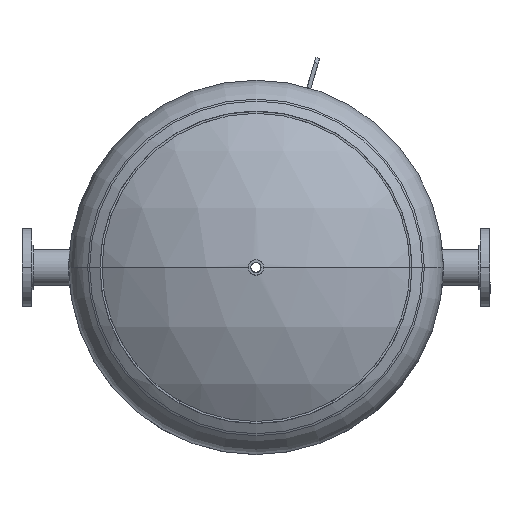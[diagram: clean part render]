
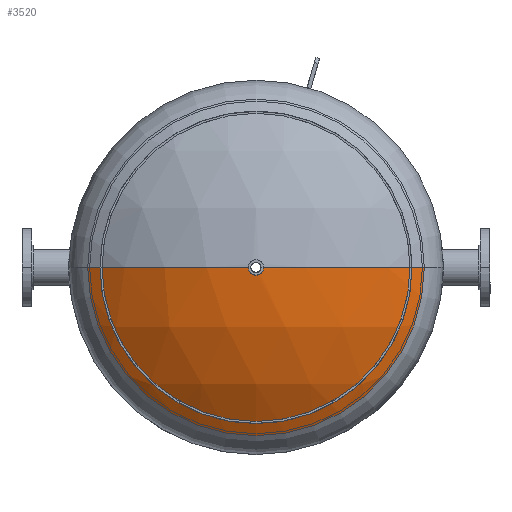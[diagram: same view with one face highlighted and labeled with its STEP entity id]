
A CAD part, front view. The second image highlights one B-rep face of the part: STEP entity #3520.
In plain terms, the highlighted spherical face has radius 690.067 mm.
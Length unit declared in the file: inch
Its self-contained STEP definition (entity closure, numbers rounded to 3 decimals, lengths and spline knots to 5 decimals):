
#13 = CIRCLE ( 'NONE', #5736, 16.17999 ) ;
#40 = EDGE_CURVE ( 'NONE', #1017, #5632, #13, .T. ) ;
#104 = DIRECTION ( 'NONE',  ( -1., 0., 0. ) ) ;
#232 = CARTESIAN_POINT ( 'NONE',  ( -10.95003, 0., 0.59375 ) ) ;
#273 = CARTESIAN_POINT ( 'NONE',  ( -10.95003, 0.59375, 0. ) ) ;
#552 = AXIS2_PLACEMENT_3D ( 'NONE', #6030, #5449, #4032 ) ;
#680 = AXIS2_PLACEMENT_3D ( 'NONE', #3080, #4995, #104 ) ;
#752 = DIRECTION ( 'NONE',  ( 0., 0., 1. ) ) ;
#941 = AXIS2_PLACEMENT_3D ( 'NONE', #5436, #752, #1126 ) ;
#1017 = VERTEX_POINT ( 'NONE', #2283 ) ;
#1058 = EDGE_CURVE ( 'NONE', #1763, #5503, #3156, .T. ) ;
#1126 = DIRECTION ( 'NONE',  ( 0., -1., 0. ) ) ;
#1642 = VERTEX_POINT ( 'NONE', #273 ) ;
#1763 = VERTEX_POINT ( 'NONE', #5120 ) ;
#1907 = DIRECTION ( 'NONE',  ( -1., 0., 0. ) ) ;
#1977 = ORIENTED_EDGE ( 'NONE', *, *, #40, .T. ) ;
#2083 = CARTESIAN_POINT ( 'NONE',  ( -5.613, 16.17999, 0. ) ) ;
#2093 = SPHERICAL_SURFACE ( 'NONE', #552, 27.168 ) ;
#2165 = AXIS2_PLACEMENT_3D ( 'NONE', #2564, #4916, #5414 ) ;
#2283 = CARTESIAN_POINT ( 'NONE',  ( -5.613, -16.17999, 0. ) ) ;
#2329 = EDGE_CURVE ( 'NONE', #5632, #1642, #2854, .T. ) ;
#2564 = CARTESIAN_POINT ( 'NONE',  ( -10.95003, 0., 0. ) ) ;
#2614 = CIRCLE ( 'NONE', #680, 27.168 ) ;
#2854 = CIRCLE ( 'NONE', #941, 27.168 ) ;
#2945 = AXIS2_PLACEMENT_3D ( 'NONE', #6187, #1907, #6102 ) ;
#3080 = CARTESIAN_POINT ( 'NONE',  ( 16.21148, 0., 0. ) ) ;
#3119 = EDGE_CURVE ( 'NONE', #5503, #1642, #4381, .T. ) ;
#3135 = DIRECTION ( 'NONE',  ( 0., -1., 0. ) ) ;
#3156 = CIRCLE ( 'NONE', #2945, 0.59375 ) ;
#3520 = ADVANCED_FACE ( 'NONE', ( #4059 ), #2093, .T. ) ;
#3631 = DIRECTION ( 'NONE',  ( -1., 0., 0. ) ) ;
#4032 = DIRECTION ( 'NONE',  ( 0., -1., 0. ) ) ;
#4059 = FACE_OUTER_BOUND ( 'NONE', #5306, .T. ) ;
#4381 = CIRCLE ( 'NONE', #2165, 0.59375 ) ;
#4873 = ORIENTED_EDGE ( 'NONE', *, *, #1058, .F. ) ;
#4913 = ORIENTED_EDGE ( 'NONE', *, *, #6190, .F. ) ;
#4916 = DIRECTION ( 'NONE',  ( -1., 0., 0. ) ) ;
#4995 = DIRECTION ( 'NONE',  ( 0., 0., -1. ) ) ;
#5120 = CARTESIAN_POINT ( 'NONE',  ( -10.95003, -0.59375, 0. ) ) ;
#5261 = ORIENTED_EDGE ( 'NONE', *, *, #2329, .T. ) ;
#5306 = EDGE_LOOP ( 'NONE', ( #1977, #5261, #6135, #4873, #4913 ) ) ;
#5414 = DIRECTION ( 'NONE',  ( 0., 1., 0. ) ) ;
#5436 = CARTESIAN_POINT ( 'NONE',  ( 16.21148, 0., 0. ) ) ;
#5449 = DIRECTION ( 'NONE',  ( 0., 0., 1. ) ) ;
#5503 = VERTEX_POINT ( 'NONE', #232 ) ;
#5632 = VERTEX_POINT ( 'NONE', #2083 ) ;
#5736 = AXIS2_PLACEMENT_3D ( 'NONE', #5978, #3631, #3135 ) ;
#5978 = CARTESIAN_POINT ( 'NONE',  ( -5.613, 0., 0. ) ) ;
#6030 = CARTESIAN_POINT ( 'NONE',  ( 16.21148, 0., 0. ) ) ;
#6102 = DIRECTION ( 'NONE',  ( 0., 1., 0. ) ) ;
#6135 = ORIENTED_EDGE ( 'NONE', *, *, #3119, .F. ) ;
#6187 = CARTESIAN_POINT ( 'NONE',  ( -10.95003, 0., 0. ) ) ;
#6190 = EDGE_CURVE ( 'NONE', #1017, #1763, #2614, .T. ) ;
